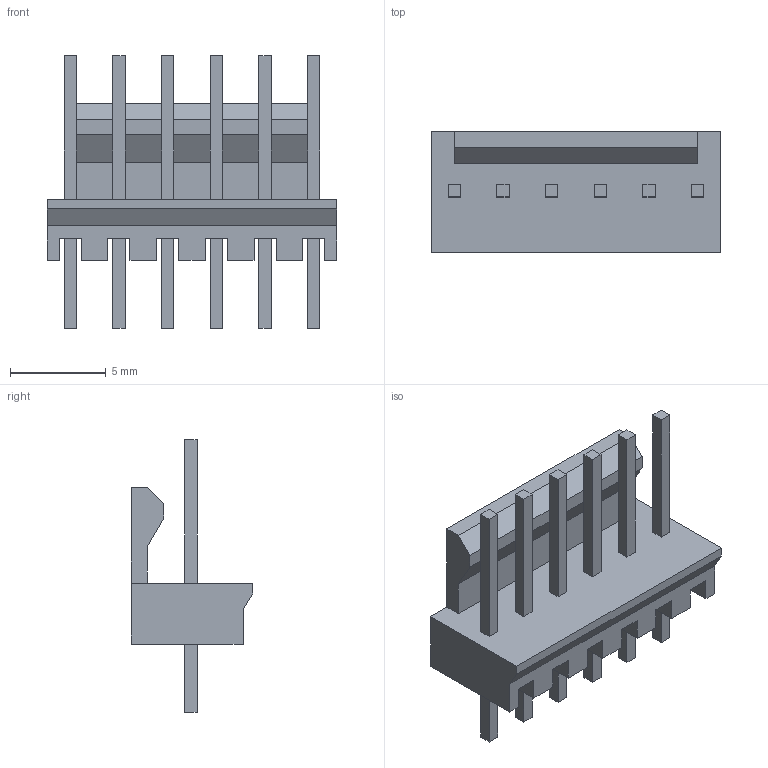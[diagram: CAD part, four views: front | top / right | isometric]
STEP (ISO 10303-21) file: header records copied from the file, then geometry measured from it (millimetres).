
FILE_DESCRIPTION(('FreeCAD Model'),'2;1');
FILE_NAME('Compound.step', '2016-05-16T08:20:51',('Author'),(''), 'Open CASCADE STEP processor 6.8','FreeCAD','Unknown');
FILE_SCHEMA(('AUTOMOTIVE_DESIGN_CC2 { 1 2 10303 214 -1 1 5 4 }'));
Length unit declared in the file: millimetre
Products named in the file (1): Compound
Bounding box: 15.11 x 6.35 x 14.23 mm (x, y, z)
Volume: 345.4 mm3; surface area: 717.3 mm2
Topology: 1 solids, 1 shells, 99 faces, 268 edges, 196 vertices
Faces by surface type: plane 99
Entity records: 6458 total; most frequent: CARTESIAN_POINT 1074, DIRECTION 990, LINE 766, VECTOR 766, ORIENTED_EDGE 510, PCURVE 510, DEFINITIONAL_REPRESENTATION 510, EDGE_CURVE 255
